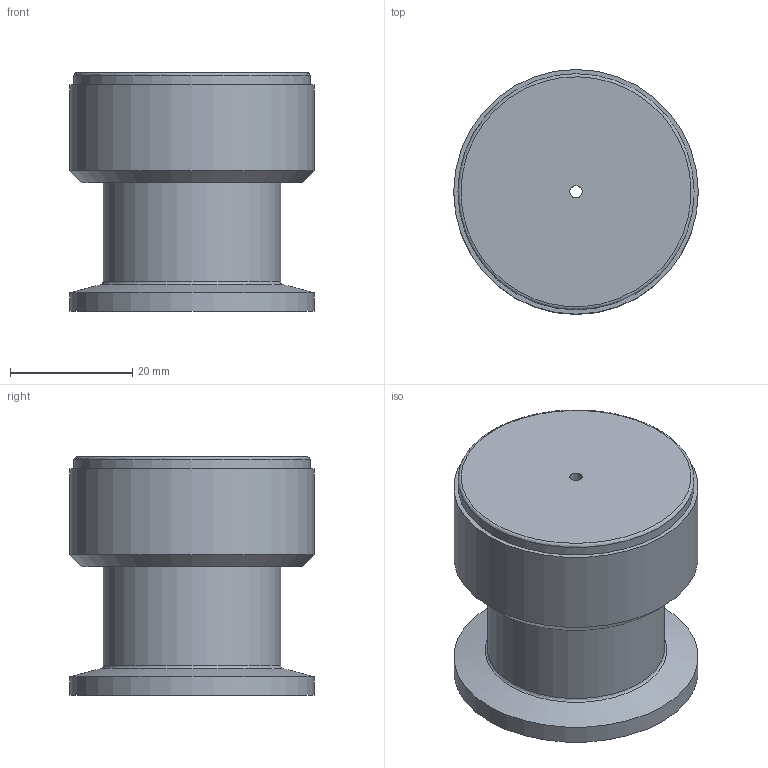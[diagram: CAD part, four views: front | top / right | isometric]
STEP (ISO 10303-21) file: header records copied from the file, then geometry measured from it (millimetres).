
FILE_DESCRIPTION (( 'STEP AP214' ), '1' );
FILE_NAME ('PTC1X1.5KF25 FULLVAC.STEP', '2021-03-15T09:02:10', ( '' ), ( '' ), 'SwSTEP 2.0', 'SolidWorks 2017', '' );
FILE_SCHEMA (( 'AUTOMOTIVE_DESIGN' ));
Length unit declared in the file: millimetre
Products named in the file (3): 2^PTC1X1.5KF25 FULLVAC; 1^PTC1X1.5KF25 FULLVAC; PTC1X1.5KF25 FULLVAC
Assembly tree (2 placements, depth 2):
  PTC1X1.5KF25 FULLVAC
    1^PTC1X1.5KF25 FULLVAC
    2^PTC1X1.5KF25 FULLVAC
Bounding box: 40 x 40 x 39 mm (x, y, z)
Volume: 20971.7 mm3; surface area: 14494.8 mm2
Topology: 2 solids, 2 shells, 26 faces, 51 edges, 32 vertices
Faces by surface type: cylinder 11, plane 7, cone 6, bspline 2
Full cylindrical faces by diameter (mm): 2 x1, 19 x1, 24.361 x1, 24.5 x1, 29 x1, 34 x2, 36 x1, 38.597 x1, 40 x2
Entity records: 701 total; most frequent: CARTESIAN_POINT 143, DIRECTION 108, AXIS2_PLACEMENT_3D 54, ORIENTED_EDGE 52, EDGE_LOOP 52, FACE_OUTER_BOUND 39, VERTEX_POINT 26, ADVANCED_FACE 26
